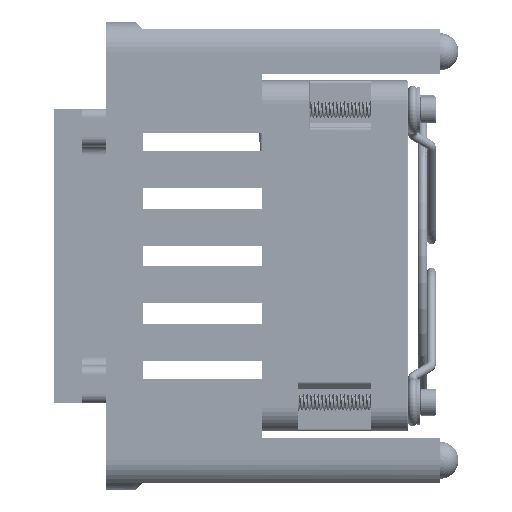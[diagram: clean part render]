
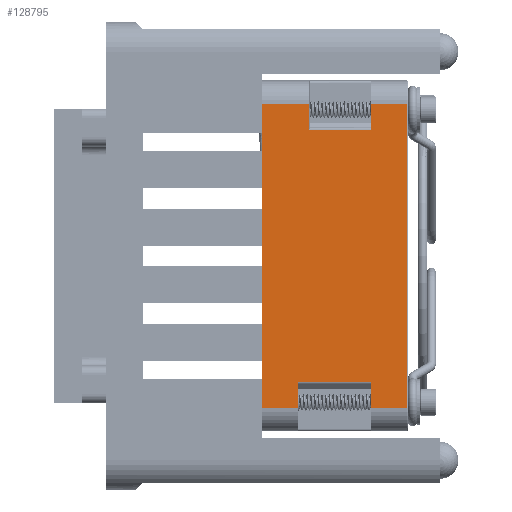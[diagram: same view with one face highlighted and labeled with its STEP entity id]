
A CAD part, left-side view. The second image highlights one B-rep face of the part: STEP entity #128795.
In plain terms, the highlighted planar face has unit normal (-1, 0, 0).
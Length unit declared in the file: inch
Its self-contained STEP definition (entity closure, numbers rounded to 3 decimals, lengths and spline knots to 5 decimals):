
#1155 = DIRECTION ( 'NONE',  ( 0., -1., 0. ) ) ;
#2438 = VECTOR ( 'NONE', #100403, 39.37008 ) ;
#2722 = EDGE_CURVE ( 'NONE', #129982, #51601, #73915, .T. ) ;
#3356 = CARTESIAN_POINT ( 'NONE',  ( -1.1811, -2.03031, -1.02362 ) ) ;
#4166 = AXIS2_PLACEMENT_3D ( 'NONE', #26778, #34680, #122944 ) ;
#4177 = EDGE_CURVE ( 'NONE', #111588, #14158, #122279, .T. ) ;
#11800 = DIRECTION ( 'NONE',  ( 0., 0., -1. ) ) ;
#14158 = VERTEX_POINT ( 'NONE', #107305 ) ;
#18703 = CARTESIAN_POINT ( 'NONE',  ( -1.1811, -1.05394, -1.02362 ) ) ;
#18863 = EDGE_CURVE ( 'NONE', #67261, #76465, #56978, .T. ) ;
#20019 = VECTOR ( 'NONE', #20222, 39.37008 ) ;
#20032 = LINE ( 'NONE', #104795, #120709 ) ;
#20222 = DIRECTION ( 'NONE',  ( 0., 0., -1. ) ) ;
#20764 = ORIENTED_EDGE ( 'NONE', *, *, #4177, .T. ) ;
#25013 = LINE ( 'NONE', #101119, #54633 ) ;
#25059 = CARTESIAN_POINT ( 'NONE',  ( -1.1811, -1.05394, 1.02362 ) ) ;
#26220 = VECTOR ( 'NONE', #56844, 39.37008 ) ;
#26778 = CARTESIAN_POINT ( 'NONE',  ( -1.1811, -1.05, -1.02362 ) ) ;
#27260 = EDGE_CURVE ( 'NONE', #76465, #28737, #100883, .T. ) ;
#28737 = VERTEX_POINT ( 'NONE', #47862 ) ;
#28870 = DIRECTION ( 'NONE',  ( 0., -1., 0. ) ) ;
#28966 = ORIENTED_EDGE ( 'NONE', *, *, #132948, .T. ) ;
#31149 = DIRECTION ( 'NONE',  ( 0., 0., 1. ) ) ;
#32482 = ORIENTED_EDGE ( 'NONE', *, *, #105711, .T. ) ;
#34680 = DIRECTION ( 'NONE',  ( 1., 0., 0. ) ) ;
#34740 = LINE ( 'NONE', #110195, #90777 ) ;
#35002 = CARTESIAN_POINT ( 'NONE',  ( -1.1811, -1.05394, -1.02362 ) ) ;
#37993 = CARTESIAN_POINT ( 'NONE',  ( -1.1811, -1.78622, 1.02362 ) ) ;
#40513 = ORIENTED_EDGE ( 'NONE', *, *, #118238, .T. ) ;
#40714 = LINE ( 'NONE', #50679, #62200 ) ;
#41447 = DIRECTION ( 'NONE',  ( 0., 0., 1. ) ) ;
#42258 = VECTOR ( 'NONE', #124907, 39.37008 ) ;
#42350 = ORIENTED_EDGE ( 'NONE', *, *, #63520, .T. ) ;
#44686 = CARTESIAN_POINT ( 'NONE',  ( -1.1811, -1.78622, -1.02362 ) ) ;
#45021 = ORIENTED_EDGE ( 'NONE', *, *, #2722, .F. ) ;
#46756 = VECTOR ( 'NONE', #28870, 39.37008 ) ;
#47681 = LINE ( 'NONE', #78920, #26220 ) ;
#47862 = CARTESIAN_POINT ( 'NONE',  ( -1.1811, -2.03031, 1.02362 ) ) ;
#49254 = ORIENTED_EDGE ( 'NONE', *, *, #84898, .F. ) ;
#50679 = CARTESIAN_POINT ( 'NONE',  ( -1.1811, -1.05, 1.02362 ) ) ;
#50909 = LINE ( 'NONE', #115727, #20019 ) ;
#51601 = VERTEX_POINT ( 'NONE', #138868 ) ;
#51903 = CARTESIAN_POINT ( 'NONE',  ( -1.1811, -1.05, 1.02362 ) ) ;
#52991 = ORIENTED_EDGE ( 'NONE', *, *, #62956, .T. ) ;
#54633 = VECTOR ( 'NONE', #31149, 39.37008 ) ;
#56844 = DIRECTION ( 'NONE',  ( 0., -1., 0. ) ) ;
#56978 = LINE ( 'NONE', #79046, #2438 ) ;
#57348 = PLANE ( 'NONE',  #4166 ) ;
#61497 = VERTEX_POINT ( 'NONE', #83903 ) ;
#62200 = VECTOR ( 'NONE', #71308, 39.37008 ) ;
#62956 = EDGE_CURVE ( 'NONE', #111326, #111550, #47681, .T. ) ;
#63520 = EDGE_CURVE ( 'NONE', #129982, #111326, #102774, .T. ) ;
#65395 = CARTESIAN_POINT ( 'NONE',  ( -1.1811, -1.3689, 0.84646 ) ) ;
#67261 = VERTEX_POINT ( 'NONE', #75894 ) ;
#70095 = ORIENTED_EDGE ( 'NONE', *, *, #18863, .T. ) ;
#71308 = DIRECTION ( 'NONE',  ( 0., -1., 0. ) ) ;
#71812 = DIRECTION ( 'NONE',  ( 0., -1., 0. ) ) ;
#72686 = ORIENTED_EDGE ( 'NONE', *, *, #79580, .F. ) ;
#73915 = LINE ( 'NONE', #51903, #84972 ) ;
#75894 = CARTESIAN_POINT ( 'NONE',  ( -1.1811, -1.78622, -1.02362 ) ) ;
#76465 = VERTEX_POINT ( 'NONE', #102353 ) ;
#78920 = CARTESIAN_POINT ( 'NONE',  ( -1.1811, -1.05, -1.02362 ) ) ;
#79046 = CARTESIAN_POINT ( 'NONE',  ( -1.1811, -1.05, -1.02362 ) ) ;
#79580 = EDGE_CURVE ( 'NONE', #111588, #28737, #40714, .T. ) ;
#83903 = CARTESIAN_POINT ( 'NONE',  ( -1.1811, -1.29803, -0.84646 ) ) ;
#84898 = EDGE_CURVE ( 'NONE', #101686, #14158, #34740, .T. ) ;
#84972 = VECTOR ( 'NONE', #71812, 39.37008 ) ;
#88506 = ORIENTED_EDGE ( 'NONE', *, *, #27260, .T. ) ;
#90777 = VECTOR ( 'NONE', #1155, 39.37008 ) ;
#90781 = FACE_OUTER_BOUND ( 'NONE', #124702, .T. ) ;
#98743 = VECTOR ( 'NONE', #133701, 39.37008 ) ;
#100403 = DIRECTION ( 'NONE',  ( 0., -1., 0. ) ) ;
#100883 = LINE ( 'NONE', #3356, #98743 ) ;
#101119 = CARTESIAN_POINT ( 'NONE',  ( -1.1811, -1.29803, -1.02362 ) ) ;
#101686 = VERTEX_POINT ( 'NONE', #65395 ) ;
#102353 = CARTESIAN_POINT ( 'NONE',  ( -1.1811, -2.03031, -1.02362 ) ) ;
#102774 = LINE ( 'NONE', #18703, #42258 ) ;
#103587 = LINE ( 'NONE', #115003, #46756 ) ;
#103632 = VECTOR ( 'NONE', #11800, 39.37008 ) ;
#104795 = CARTESIAN_POINT ( 'NONE',  ( -1.1811, -1.3689, 1.02362 ) ) ;
#105711 = EDGE_CURVE ( 'NONE', #111550, #61497, #25013, .T. ) ;
#107305 = CARTESIAN_POINT ( 'NONE',  ( -1.1811, -1.78622, 0.84646 ) ) ;
#110195 = CARTESIAN_POINT ( 'NONE',  ( -1.1811, 0.4347, 0.84646 ) ) ;
#111326 = VERTEX_POINT ( 'NONE', #35002 ) ;
#111493 = EDGE_CURVE ( 'NONE', #61497, #130279, #103587, .T. ) ;
#111550 = VERTEX_POINT ( 'NONE', #133418 ) ;
#111588 = VERTEX_POINT ( 'NONE', #37993 ) ;
#115003 = CARTESIAN_POINT ( 'NONE',  ( -1.1811, 0.4347, -0.84646 ) ) ;
#115727 = CARTESIAN_POINT ( 'NONE',  ( -1.1811, -1.78622, -1.02362 ) ) ;
#118238 = EDGE_CURVE ( 'NONE', #130279, #67261, #50909, .T. ) ;
#120709 = VECTOR ( 'NONE', #41447, 39.37008 ) ;
#122279 = LINE ( 'NONE', #44686, #103632 ) ;
#122944 = DIRECTION ( 'NONE',  ( 0., 0., -1. ) ) ;
#124702 = EDGE_LOOP ( 'NONE', ( #20764, #49254, #28966, #45021, #42350, #52991, #32482, #128608, #40513, #70095, #88506, #72686 ) ) ;
#124907 = DIRECTION ( 'NONE',  ( 0., 0., -1. ) ) ;
#128608 = ORIENTED_EDGE ( 'NONE', *, *, #111493, .T. ) ;
#128795 = ADVANCED_FACE ( 'NONE', ( #90781 ), #57348, .F. ) ;
#129982 = VERTEX_POINT ( 'NONE', #25059 ) ;
#130279 = VERTEX_POINT ( 'NONE', #133135 ) ;
#132948 = EDGE_CURVE ( 'NONE', #101686, #51601, #20032, .T. ) ;
#133135 = CARTESIAN_POINT ( 'NONE',  ( -1.1811, -1.78622, -0.84646 ) ) ;
#133418 = CARTESIAN_POINT ( 'NONE',  ( -1.1811, -1.29803, -1.02362 ) ) ;
#133701 = DIRECTION ( 'NONE',  ( 0., 0., 1. ) ) ;
#138868 = CARTESIAN_POINT ( 'NONE',  ( -1.1811, -1.3689, 1.02362 ) ) ;
